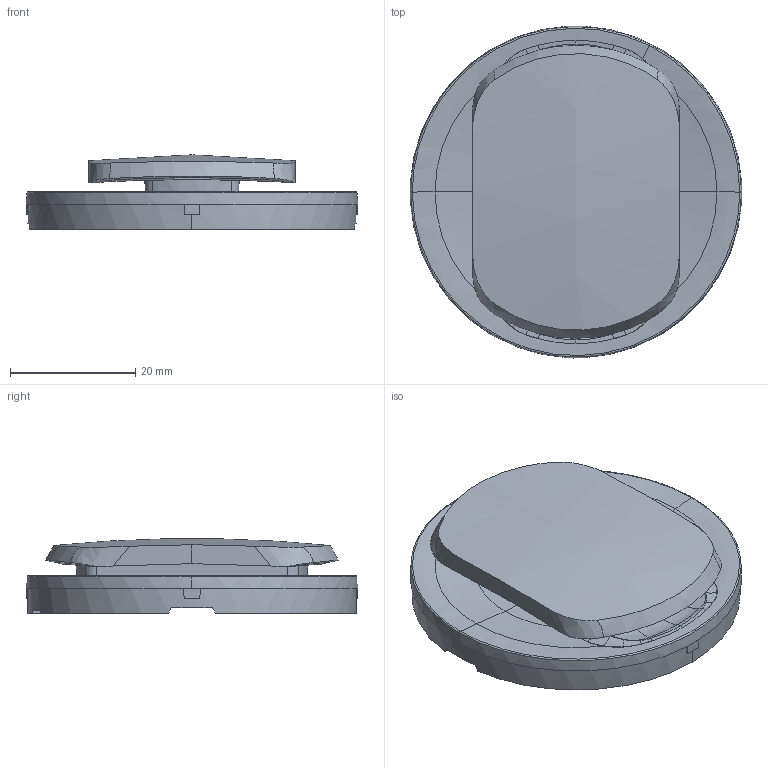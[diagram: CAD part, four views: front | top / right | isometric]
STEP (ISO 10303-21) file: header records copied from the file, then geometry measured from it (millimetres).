
FILE_DESCRIPTION(('CATIA V5 STEP Exchange','CAx-IF Rec.Pracs.--- Model Styling and Organization---1.5--- 2016-08-15','CAx-IF Rec.Pracs.---Supplemental Geometry---1.0---2011-11-01','CAx-IF Rec.Pracs.--- Composite Materials ---1.1---2010-07-15'),'2;1');
FILE_NAME('CB5001s.stp','2023-10-04T12:38:02+00:00',('none'),('none'),'CATIA Version 5-6 Release 2020 SP3','CATIA V5 STEP AP214 v2','none');
FILE_SCHEMA(('AUTOMOTIVE_DESIGN { 1 0 10303 214 1 1 1 1 }'));
Length unit declared in the file: millimetre
Products named in the file (4): CB5001 ; ED09223_A; EE01885_A; EE01886_A
Assembly tree (3 placements, depth 2):
  CB5001 
    ED09223_A
    EE01885_A
    EE01886_A
Bounding box: 52.99 x 52.99 x 11.87 mm (x, y, z)
Volume: 7550.8 mm3; surface area: 12453.9 mm2
Topology: 3 solids, 3 shells, 794 faces, 2052 edges, 1264 vertices
Faces by surface type: bspline 381, plane 234, cone 65, cylinder 58, extrusion 26, revolution 24, torus 6
Entity records: 49705 total; most frequent: CARTESIAN_POINT 34999, ORIENTED_EDGE 4104, EDGE_CURVE 2052, B_SPLINE_CURVE_WITH_KNOTS 1499, VERTEX_POINT 1264, DIRECTION 1133, EDGE_LOOP 796, ADVANCED_FACE 794
